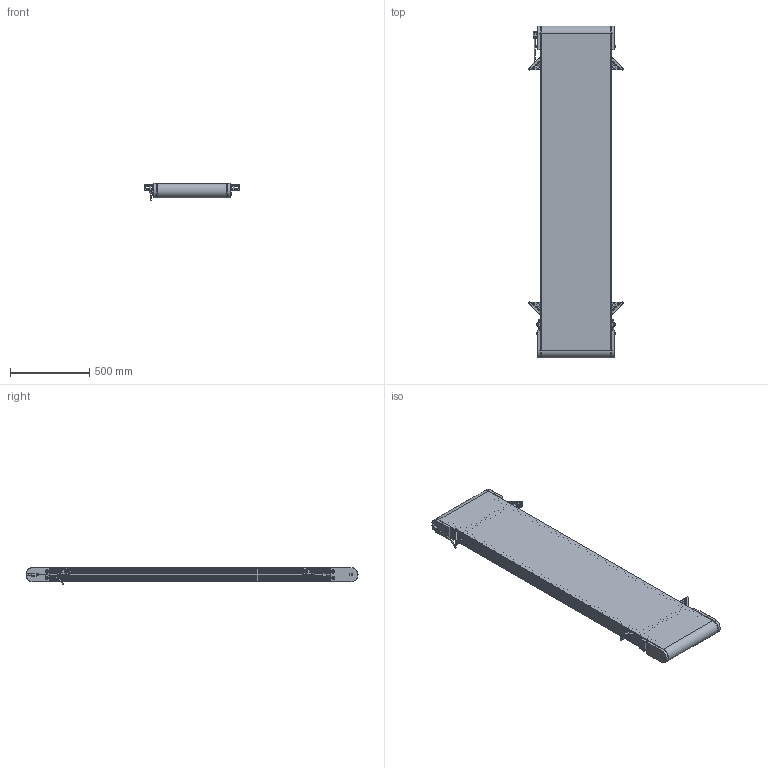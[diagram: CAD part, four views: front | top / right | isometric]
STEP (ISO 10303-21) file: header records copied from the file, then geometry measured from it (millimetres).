
FILE_DESCRIPTION(('CATIA V5 STEP Exchange'),'2;1');
FILE_NAME('Product1.stp','2013-04-27T23:20:56+00:00',('none'),('none'),'CATIA Version 5 Release 20 GA (IN-10)','CATIA V5 STEP AP203','none');
FILE_SCHEMA(('CONFIG_CONTROL_DESIGN'));
Products named in the file (1): Product1
Assembly tree (97 placements, depth 2):
  Product1
    #58
    #227
    #396
    #707  x4
    #921  x2
    #1284
    #2081
    #2185
    #3141
    #3288
    #4258
    #5093
    #15754  x6
    #16328  x28
    #17094
    #17929
    #18600
    #19271  x4
    #28601  x2
    #36377  x2
    #45162  x4
    #45757  x4
    #46367
    #47337
    #57998  x5
    #58036  x6
    #58610  x2
    #67425  x4
    #67960
    #68795
    #69510
    #69533  x4
    #70173
    #70844
Bounding box: 597 x 2091 x 107.16 mm (x, y, z)
Volume: 17351216.3 mm3; surface area: 8147421.9 mm2
Topology: 91 solids, 91 shells, 4824 faces, 13107 edges, 8316 vertices
Faces by surface type: plane 2458, cylinder 1584, cone 424, sphere 164, bspline 112, torus 82
Entity records: 71498 total; most frequent: CARTESIAN_POINT 16471, ORIENTED_EDGE 12188, DIRECTION 9568, EDGE_CURVE 6094, VERTEX_POINT 3951, VECTOR 3921, LINE 3921, AXIS2_PLACEMENT_3D 3629
